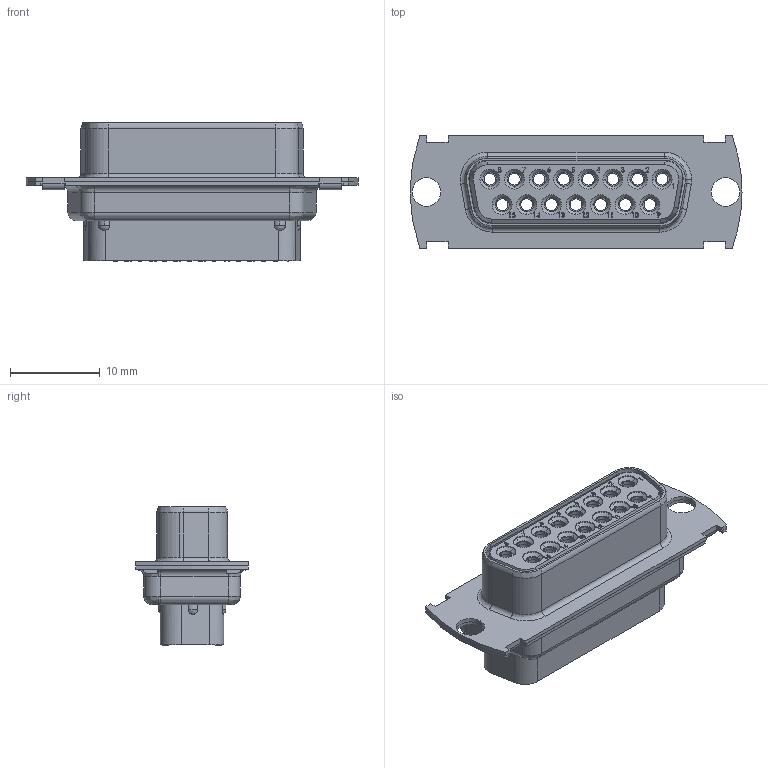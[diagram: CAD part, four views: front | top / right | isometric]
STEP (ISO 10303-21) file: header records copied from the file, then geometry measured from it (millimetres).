
FILE_DESCRIPTION (( 'STEP AP214' ), '1' );
FILE_NAME ('211-FS15-HV-S.STEP', '2016-07-05T12:09:45', ( '' ), ( '' ), 'SwSTEP 2.0', 'SolidWorks 2014', '' );
FILE_SCHEMA (( 'AUTOMOTIVE_DESIGN' ));
Length unit declared in the file: millimetre
Products named in the file (1): 211-FS15-HV-S
Bounding box: 37 x 12.55 x 15.4 mm (x, y, z)
Volume: 2362.4 mm3; surface area: 6419 mm2
Topology: 19 solids, 19 shells, 2045 faces, 5801 edges, 3839 vertices
Faces by surface type: plane 882, cylinder 553, bspline 507, cone 103
Entity records: 106588 total; most frequent: CARTESIAN_POINT 34218, ORIENTED_EDGE 11598, DIRECTION 8717, EDGE_CURVE 5799, VERTEX_POINT 3839, AXIS2_PLACEMENT_3D 2953, LINE 2811, VECTOR 2811
